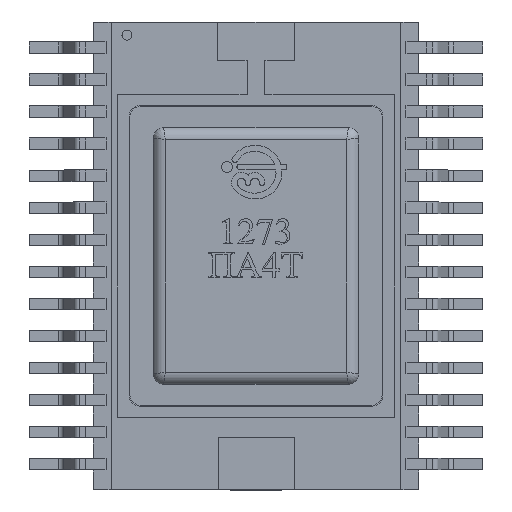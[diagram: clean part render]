
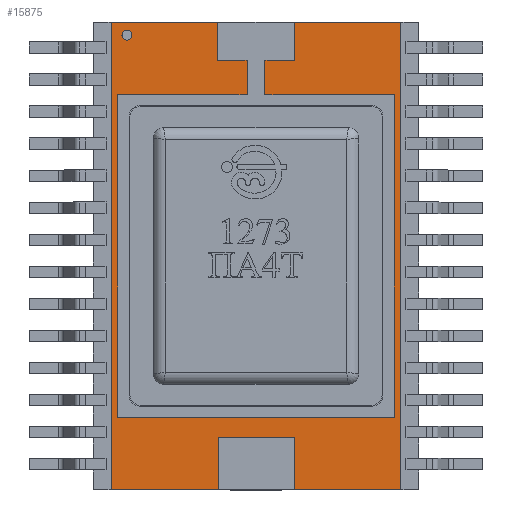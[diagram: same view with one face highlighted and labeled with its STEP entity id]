
A CAD part, top view. The second image highlights one B-rep face of the part: STEP entity #15875.
In plain terms, the highlighted planar face has unit normal (0, 0, 1).
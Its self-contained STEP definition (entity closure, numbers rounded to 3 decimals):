
#220=CIRCLE('',#16529,0.196);
#672=ORIENTED_EDGE('',*,*,#4177,.T.);
#673=ORIENTED_EDGE('',*,*,#4178,.T.);
#674=ORIENTED_EDGE('',*,*,#4179,.T.);
#675=ORIENTED_EDGE('',*,*,#4180,.T.);
#676=ORIENTED_EDGE('',*,*,#4181,.T.);
#677=ORIENTED_EDGE('',*,*,#4182,.F.);
#678=ORIENTED_EDGE('',*,*,#4183,.F.);
#679=ORIENTED_EDGE('',*,*,#4184,.T.);
#680=ORIENTED_EDGE('',*,*,#4185,.F.);
#681=ORIENTED_EDGE('',*,*,#4186,.F.);
#682=ORIENTED_EDGE('',*,*,#4187,.F.);
#683=ORIENTED_EDGE('',*,*,#4188,.F.);
#684=ORIENTED_EDGE('',*,*,#4189,.F.);
#685=ORIENTED_EDGE('',*,*,#4190,.T.);
#686=ORIENTED_EDGE('',*,*,#4191,.F.);
#687=ORIENTED_EDGE('',*,*,#4192,.F.);
#688=ORIENTED_EDGE('',*,*,#4193,.T.);
#689=ORIENTED_EDGE('',*,*,#4194,.T.);
#690=ORIENTED_EDGE('',*,*,#4195,.T.);
#691=ORIENTED_EDGE('',*,*,#4196,.F.);
#692=ORIENTED_EDGE('',*,*,#4197,.T.);
#4177=EDGE_CURVE('',#5929,#5929,#220,.T.);
#4178=EDGE_CURVE('',#5930,#5931,#7034,.T.);
#4179=EDGE_CURVE('',#5931,#5932,#7035,.T.);
#4180=EDGE_CURVE('',#5932,#5933,#7036,.T.);
#4181=EDGE_CURVE('',#5933,#5934,#7037,.T.);
#4182=EDGE_CURVE('',#5935,#5934,#7038,.T.);
#4183=EDGE_CURVE('',#5936,#5935,#7039,.T.);
#4184=EDGE_CURVE('',#5936,#5937,#7040,.T.);
#4185=EDGE_CURVE('',#5938,#5937,#7041,.T.);
#4186=EDGE_CURVE('',#5939,#5938,#7042,.T.);
#4187=EDGE_CURVE('',#5940,#5939,#7043,.T.);
#4188=EDGE_CURVE('',#5941,#5940,#7044,.T.);
#4189=EDGE_CURVE('',#5942,#5941,#7045,.T.);
#4190=EDGE_CURVE('',#5942,#5943,#7046,.T.);
#4191=EDGE_CURVE('',#5944,#5943,#7047,.T.);
#4192=EDGE_CURVE('',#5945,#5944,#7048,.T.);
#4193=EDGE_CURVE('',#5945,#5946,#7049,.T.);
#4194=EDGE_CURVE('',#5946,#5947,#7050,.T.);
#4195=EDGE_CURVE('',#5947,#5948,#7051,.T.);
#4196=EDGE_CURVE('',#5949,#5948,#7052,.T.);
#4197=EDGE_CURVE('',#5949,#5930,#7053,.T.);
#5929=VERTEX_POINT('',#21139);
#5930=VERTEX_POINT('',#21141);
#5931=VERTEX_POINT('',#21142);
#5932=VERTEX_POINT('',#21144);
#5933=VERTEX_POINT('',#21146);
#5934=VERTEX_POINT('',#21148);
#5935=VERTEX_POINT('',#21150);
#5936=VERTEX_POINT('',#21152);
#5937=VERTEX_POINT('',#21154);
#5938=VERTEX_POINT('',#21156);
#5939=VERTEX_POINT('',#21158);
#5940=VERTEX_POINT('',#21160);
#5941=VERTEX_POINT('',#21162);
#5942=VERTEX_POINT('',#21164);
#5943=VERTEX_POINT('',#21166);
#5944=VERTEX_POINT('',#21168);
#5945=VERTEX_POINT('',#21170);
#5946=VERTEX_POINT('',#21172);
#5947=VERTEX_POINT('',#21174);
#5948=VERTEX_POINT('',#21176);
#5949=VERTEX_POINT('',#21178);
#7034=LINE('',#21140,#8441);
#7035=LINE('',#21143,#8442);
#7036=LINE('',#21145,#8443);
#7037=LINE('',#21147,#8444);
#7038=LINE('',#21149,#8445);
#7039=LINE('',#21151,#8446);
#7040=LINE('',#21153,#8447);
#7041=LINE('',#21155,#8448);
#7042=LINE('',#21157,#8449);
#7043=LINE('',#21159,#8450);
#7044=LINE('',#21161,#8451);
#7045=LINE('',#21163,#8452);
#7046=LINE('',#21165,#8453);
#7047=LINE('',#21167,#8454);
#7048=LINE('',#21169,#8455);
#7049=LINE('',#21171,#8456);
#7050=LINE('',#21173,#8457);
#7051=LINE('',#21175,#8458);
#7052=LINE('',#21177,#8459);
#7053=LINE('',#21179,#8460);
#8441=VECTOR('',#17532,1000.);
#8442=VECTOR('',#17533,1000.);
#8443=VECTOR('',#17534,1000.);
#8444=VECTOR('',#17535,1000.);
#8445=VECTOR('',#17536,1000.);
#8446=VECTOR('',#17537,1000.);
#8447=VECTOR('',#17538,1000.);
#8448=VECTOR('',#17539,1000.);
#8449=VECTOR('',#17540,1000.);
#8450=VECTOR('',#17541,1000.);
#8451=VECTOR('',#17542,1000.);
#8452=VECTOR('',#17543,1000.);
#8453=VECTOR('',#17544,1000.);
#8454=VECTOR('',#17545,1000.);
#8455=VECTOR('',#17546,1000.);
#8456=VECTOR('',#17547,1000.);
#8457=VECTOR('',#17548,1000.);
#8458=VECTOR('',#17549,1000.);
#8459=VECTOR('',#17550,1000.);
#8460=VECTOR('',#17551,1000.);
#9778=EDGE_LOOP('',(#672));
#9779=EDGE_LOOP('',(#673,#674,#675,#676,#677,#678,#679,#680,#681,#682,#683,
#684,#685,#686,#687,#688,#689,#690,#691,#692));
#10421=FACE_BOUND('',#9778,.T.);
#10422=FACE_BOUND('',#9779,.T.);
#11054=PLANE('',#16528);
#15875=ADVANCED_FACE('',(#10421,#10422),#11054,.T.);
#16528=AXIS2_PLACEMENT_3D('',#21137,#17528,#17529);
#16529=AXIS2_PLACEMENT_3D('',#21138,#17530,#17531);
#17528=DIRECTION('',(0.,0.,1.));
#17529=DIRECTION('',(1.,0.,0.));
#17530=DIRECTION('',(0.,0.,-1.));
#17531=DIRECTION('',(-1.,0.,0.));
#17532=DIRECTION('',(0.,-1.,0.));
#17533=DIRECTION('',(1.,0.,0.));
#17534=DIRECTION('',(0.,1.,0.));
#17535=DIRECTION('',(-1.,0.,0.));
#17536=DIRECTION('',(0.,1.,0.));
#17537=DIRECTION('',(1.,0.,0.));
#17538=DIRECTION('',(0.,-1.,0.));
#17539=DIRECTION('',(-1.,0.,0.));
#17540=DIRECTION('',(0.,1.,0.));
#17541=DIRECTION('',(1.,0.,0.));
#17542=DIRECTION('',(0.,-1.,0.));
#17543=DIRECTION('',(-1.,0.,0.));
#17544=DIRECTION('',(0.,1.,0.));
#17545=DIRECTION('',(1.,0.,0.));
#17546=DIRECTION('',(0.,-1.,0.));
#17547=DIRECTION('',(-1.,0.,0.));
#17548=DIRECTION('',(0.,-1.,0.));
#17549=DIRECTION('',(1.,0.,0.));
#17550=DIRECTION('',(0.,-1.,0.));
#17551=DIRECTION('',(1.,0.,0.));
#21137=CARTESIAN_POINT('',(0.,0.,2.067));
#21138=CARTESIAN_POINT('',(-5.033,8.613,2.067));
#21139=CARTESIAN_POINT('',(-5.229,8.613,2.067));
#21140=CARTESIAN_POINT('',(1.515,-7.092,2.067));
#21141=CARTESIAN_POINT('',(1.515,-7.092,2.067));
#21142=CARTESIAN_POINT('',(1.515,-9.125,2.067));
#21143=CARTESIAN_POINT('',(-5.65,-9.125,2.067));
#21144=CARTESIAN_POINT('',(5.65,-9.125,2.067));
#21145=CARTESIAN_POINT('',(5.65,9.125,2.067));
#21146=CARTESIAN_POINT('',(5.65,9.125,2.067));
#21147=CARTESIAN_POINT('',(5.65,9.125,2.067));
#21148=CARTESIAN_POINT('',(1.5,9.125,2.067));
#21149=CARTESIAN_POINT('',(1.5,7.625,2.067));
#21150=CARTESIAN_POINT('',(1.5,7.625,2.067));
#21151=CARTESIAN_POINT('',(0.35,7.625,2.067));
#21152=CARTESIAN_POINT('',(0.35,7.625,2.067));
#21153=CARTESIAN_POINT('',(0.35,7.625,2.067));
#21154=CARTESIAN_POINT('',(0.35,6.293,2.067));
#21155=CARTESIAN_POINT('',(-0.35,6.293,2.067));
#21156=CARTESIAN_POINT('',(5.399,6.293,2.067));
#21157=CARTESIAN_POINT('',(5.399,-6.293,2.067));
#21158=CARTESIAN_POINT('',(5.399,-6.293,2.067));
#21159=CARTESIAN_POINT('',(-5.399,-6.293,2.067));
#21160=CARTESIAN_POINT('',(-5.399,-6.293,2.067));
#21161=CARTESIAN_POINT('',(-5.399,6.293,2.067));
#21162=CARTESIAN_POINT('',(-5.399,6.293,2.067));
#21163=CARTESIAN_POINT('',(-0.35,6.293,2.067));
#21164=CARTESIAN_POINT('',(-0.35,6.293,2.067));
#21165=CARTESIAN_POINT('',(-0.35,6.293,2.067));
#21166=CARTESIAN_POINT('',(-0.35,7.625,2.067));
#21167=CARTESIAN_POINT('',(0.35,7.625,2.067));
#21168=CARTESIAN_POINT('',(-1.5,7.625,2.067));
#21169=CARTESIAN_POINT('',(-1.5,9.125,2.067));
#21170=CARTESIAN_POINT('',(-1.5,9.125,2.067));
#21171=CARTESIAN_POINT('',(5.65,9.125,2.067));
#21172=CARTESIAN_POINT('',(-5.65,9.125,2.067));
#21173=CARTESIAN_POINT('',(-5.65,9.125,2.067));
#21174=CARTESIAN_POINT('',(-5.65,-9.125,2.067));
#21175=CARTESIAN_POINT('',(-5.65,-9.125,2.067));
#21176=CARTESIAN_POINT('',(-1.468,-9.125,2.067));
#21177=CARTESIAN_POINT('',(-1.468,-9.125,2.067));
#21178=CARTESIAN_POINT('',(-1.468,-7.092,2.067));
#21179=CARTESIAN_POINT('',(-1.,-7.092,2.067));
